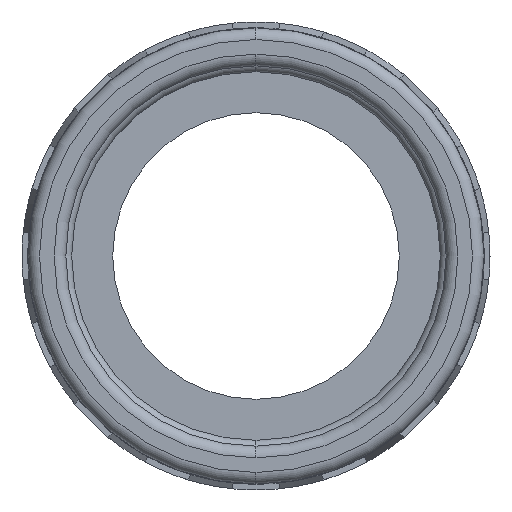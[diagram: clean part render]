
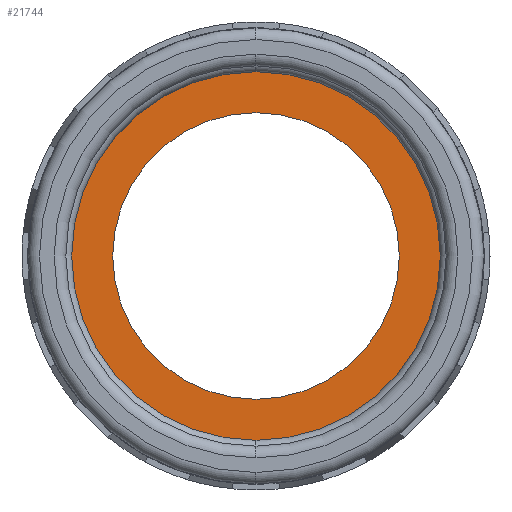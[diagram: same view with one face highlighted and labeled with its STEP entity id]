
A CAD part, left-side view. The second image highlights one B-rep face of the part: STEP entity #21744.
In plain terms, the highlighted planar face has unit normal (-1, 0, 0).
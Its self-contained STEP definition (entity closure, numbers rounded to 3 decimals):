
#890 = DIRECTION ( 'NONE',  ( -1., 0., 0. ) ) ;
#1790 = ORIENTED_EDGE ( 'NONE', *, *, #8263, .F. ) ;
#1797 = EDGE_CURVE ( 'NONE', #5071, #13400, #12562, .T. ) ;
#2009 = DIRECTION ( 'NONE',  ( -1., 0., 0. ) ) ;
#3021 = ORIENTED_EDGE ( 'NONE', *, *, #10301, .F. ) ;
#4928 = VERTEX_POINT ( 'NONE', #9846 ) ;
#5071 = VERTEX_POINT ( 'NONE', #17311 ) ;
#6509 = EDGE_LOOP ( 'NONE', ( #13813, #14421 ) ) ;
#6729 = AXIS2_PLACEMENT_3D ( 'NONE', #12384, #890, #14308 ) ;
#8263 = EDGE_CURVE ( 'NONE', #18653, #4928, #9201, .T. ) ;
#8572 = CARTESIAN_POINT ( 'NONE',  ( -100., 0., 0. ) ) ;
#8776 = EDGE_LOOP ( 'NONE', ( #1790, #3021 ) ) ;
#8792 = CARTESIAN_POINT ( 'NONE',  ( -100., 0., 0. ) ) ;
#9201 = CIRCLE ( 'NONE', #6729, 12.25 ) ;
#9846 = CARTESIAN_POINT ( 'NONE',  ( -100., 0., -12.25 ) ) ;
#10301 = EDGE_CURVE ( 'NONE', #4928, #18653, #13619, .T. ) ;
#10468 = DIRECTION ( 'NONE',  ( 0., 0., 1. ) ) ;
#10494 = DIRECTION ( 'NONE',  ( -1., 0., 0. ) ) ;
#10527 = AXIS2_PLACEMENT_3D ( 'NONE', #21882, #10494, #23769 ) ;
#10533 = PLANE ( 'NONE',  #15105 ) ;
#11200 = CIRCLE ( 'NONE', #19428, 16.25 ) ;
#12384 = CARTESIAN_POINT ( 'NONE',  ( -100., 0., 0. ) ) ;
#12562 = CIRCLE ( 'NONE', #10527, 16.25 ) ;
#12596 = DIRECTION ( 'NONE',  ( 0., 0., 1. ) ) ;
#13400 = VERTEX_POINT ( 'NONE', #16510 ) ;
#13484 = CARTESIAN_POINT ( 'NONE',  ( -100., 0., 0. ) ) ;
#13619 = CIRCLE ( 'NONE', #18869, 12.25 ) ;
#13813 = ORIENTED_EDGE ( 'NONE', *, *, #1797, .T. ) ;
#14308 = DIRECTION ( 'NONE',  ( 0., 0., 1. ) ) ;
#14421 = ORIENTED_EDGE ( 'NONE', *, *, #15974, .T. ) ;
#15105 = AXIS2_PLACEMENT_3D ( 'NONE', #8792, #23977, #12596 ) ;
#15406 = DIRECTION ( 'NONE',  ( 0., 0., 1. ) ) ;
#15910 = FACE_OUTER_BOUND ( 'NONE', #6509, .T. ) ;
#15974 = EDGE_CURVE ( 'NONE', #13400, #5071, #11200, .T. ) ;
#16510 = CARTESIAN_POINT ( 'NONE',  ( -100., 0., -16.25 ) ) ;
#17311 = CARTESIAN_POINT ( 'NONE',  ( -100., 0., 16.25 ) ) ;
#18653 = VERTEX_POINT ( 'NONE', #20048 ) ;
#18869 = AXIS2_PLACEMENT_3D ( 'NONE', #13484, #2009, #15406 ) ;
#19428 = AXIS2_PLACEMENT_3D ( 'NONE', #8572, #21859, #10468 ) ;
#20048 = CARTESIAN_POINT ( 'NONE',  ( -100., 0., 12.25 ) ) ;
#20933 = FACE_BOUND ( 'NONE', #8776, .T. ) ;
#21744 = ADVANCED_FACE ( 'NONE', ( #20933, #15910 ), #10533, .T. ) ;
#21859 = DIRECTION ( 'NONE',  ( -1., 0., 0. ) ) ;
#21882 = CARTESIAN_POINT ( 'NONE',  ( -100., 0., 0. ) ) ;
#23769 = DIRECTION ( 'NONE',  ( 0., 0., 1. ) ) ;
#23977 = DIRECTION ( 'NONE',  ( -1., 0., 0. ) ) ;
